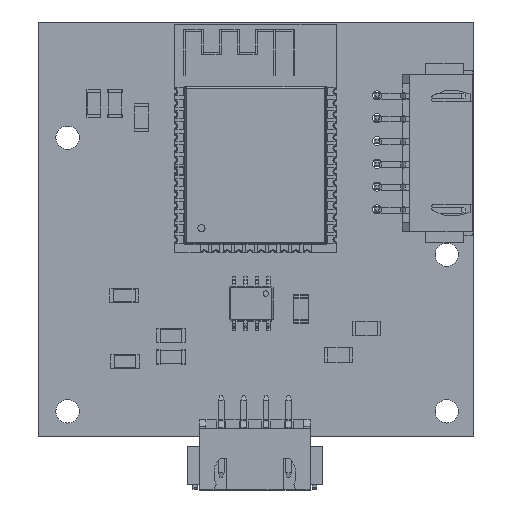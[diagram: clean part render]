
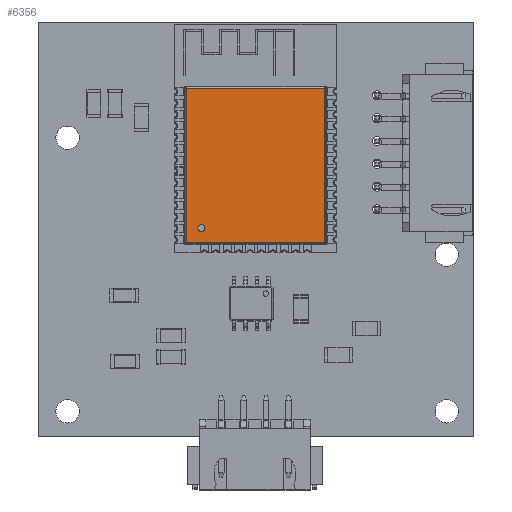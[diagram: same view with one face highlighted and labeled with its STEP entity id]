
A CAD part, top view. The second image highlights one B-rep face of the part: STEP entity #6356.
In plain terms, the highlighted planar face has unit normal (0, 0, 1).
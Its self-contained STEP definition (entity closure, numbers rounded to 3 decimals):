
#6294 = VERTEX_POINT('',#6295);
#6295 = CARTESIAN_POINT('',(-7.7,-8.6,3.1));
#6304 = EDGE_CURVE('',#6294,#6305,#6307,.T.);
#6305 = VERTEX_POINT('',#6306);
#6306 = CARTESIAN_POINT('',(-7.7,8.6,3.1));
#6307 = LINE('',#6308,#6309);
#6308 = CARTESIAN_POINT('',(-7.7,-8.7,3.1));
#6309 = VECTOR('',#6310,1.);
#6310 = DIRECTION('',(0.,1.,0.));
#6356 = ADVANCED_FACE('',(#6357,#6382),#6393,.T.);
#6357 = FACE_BOUND('',#6358,.T.);
#6358 = EDGE_LOOP('',(#6359,#6360,#6368,#6376));
#6359 = ORIENTED_EDGE('',*,*,#6304,.F.);
#6360 = ORIENTED_EDGE('',*,*,#6361,.T.);
#6361 = EDGE_CURVE('',#6294,#6362,#6364,.T.);
#6362 = VERTEX_POINT('',#6363);
#6363 = CARTESIAN_POINT('',(7.7,-8.6,3.1));
#6364 = LINE('',#6365,#6366);
#6365 = CARTESIAN_POINT('',(-7.8,-8.6,3.1));
#6366 = VECTOR('',#6367,1.);
#6367 = DIRECTION('',(1.,0.,0.));
#6368 = ORIENTED_EDGE('',*,*,#6369,.T.);
#6369 = EDGE_CURVE('',#6362,#6370,#6372,.T.);
#6370 = VERTEX_POINT('',#6371);
#6371 = CARTESIAN_POINT('',(7.7,8.6,3.1));
#6372 = LINE('',#6373,#6374);
#6373 = CARTESIAN_POINT('',(7.7,-8.7,3.1));
#6374 = VECTOR('',#6375,1.);
#6375 = DIRECTION('',(0.,1.,0.));
#6376 = ORIENTED_EDGE('',*,*,#6377,.F.);
#6377 = EDGE_CURVE('',#6305,#6370,#6378,.T.);
#6378 = LINE('',#6379,#6380);
#6379 = CARTESIAN_POINT('',(-7.8,8.6,3.1));
#6380 = VECTOR('',#6381,1.);
#6381 = DIRECTION('',(1.,0.,0.));
#6382 = FACE_BOUND('',#6383,.T.);
#6383 = EDGE_LOOP('',(#6384));
#6384 = ORIENTED_EDGE('',*,*,#6385,.F.);
#6385 = EDGE_CURVE('',#6386,#6386,#6388,.T.);
#6386 = VERTEX_POINT('',#6387);
#6387 = CARTESIAN_POINT('',(-5.6,-7.,3.1));
#6388 = CIRCLE('',#6389,0.4);
#6389 = AXIS2_PLACEMENT_3D('',#6390,#6391,#6392);
#6390 = CARTESIAN_POINT('',(-6.,-7.,3.1));
#6391 = DIRECTION('',(0.,0.,1.));
#6392 = DIRECTION('',(1.,0.,-0.));
#6393 = PLANE('',#6394);
#6394 = AXIS2_PLACEMENT_3D('',#6395,#6396,#6397);
#6395 = CARTESIAN_POINT('',(-7.8,-8.7,3.1));
#6396 = DIRECTION('',(0.,0.,1.));
#6397 = DIRECTION('',(1.,0.,-0.));
